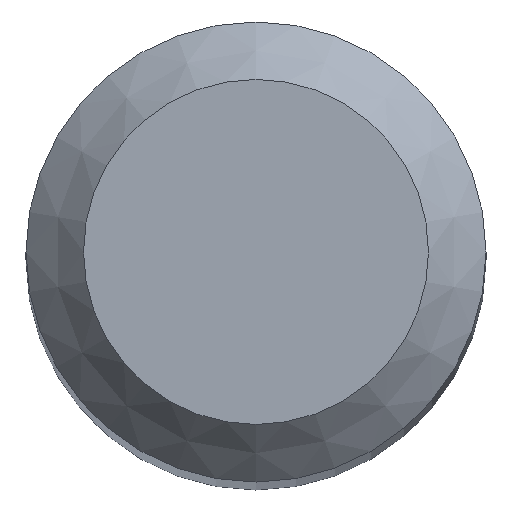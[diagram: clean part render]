
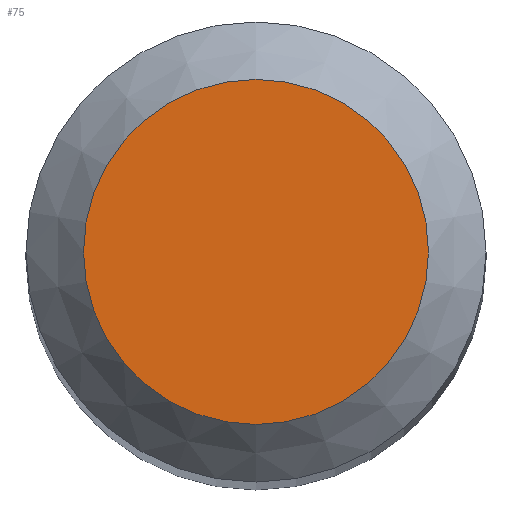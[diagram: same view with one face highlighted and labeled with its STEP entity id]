
A CAD part, top view. The second image highlights one B-rep face of the part: STEP entity #75.
In plain terms, the highlighted planar face has unit normal (0, 0, 1).
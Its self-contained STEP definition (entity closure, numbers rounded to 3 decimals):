
#20 = DIRECTION ( 'NONE',  ( 0., 0., -1. ) ) ;
#31 = CARTESIAN_POINT ( 'NONE',  ( 0., 0., 66. ) ) ;
#56 = CARTESIAN_POINT ( 'NONE',  ( 0., 1.5, 66. ) ) ;
#75 = ADVANCED_FACE ( 'NONE', ( #143 ), #248, .F. ) ;
#82 = AXIS2_PLACEMENT_3D ( 'NONE', #31, #236, #235 ) ;
#105 = DIRECTION ( 'NONE',  ( 0., 1., 0. ) ) ;
#119 = EDGE_CURVE ( 'NONE', #202, #202, #173, .T. ) ;
#143 = FACE_OUTER_BOUND ( 'NONE', #160, .T. ) ;
#160 = EDGE_LOOP ( 'NONE', ( #180 ) ) ;
#173 = CIRCLE ( 'NONE', #82, 1.5 ) ;
#180 = ORIENTED_EDGE ( 'NONE', *, *, #119, .F. ) ;
#202 = VERTEX_POINT ( 'NONE', #56 ) ;
#235 = DIRECTION ( 'NONE',  ( 0., 1., 0. ) ) ;
#236 = DIRECTION ( 'NONE',  ( 0., 0., -1. ) ) ;
#248 = PLANE ( 'NONE',  #255 ) ;
#251 = CARTESIAN_POINT ( 'NONE',  ( 0., 0., 66. ) ) ;
#255 = AXIS2_PLACEMENT_3D ( 'NONE', #251, #20, #105 ) ;
